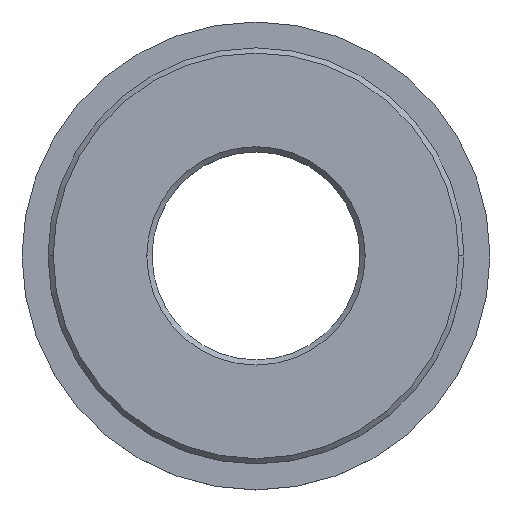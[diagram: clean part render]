
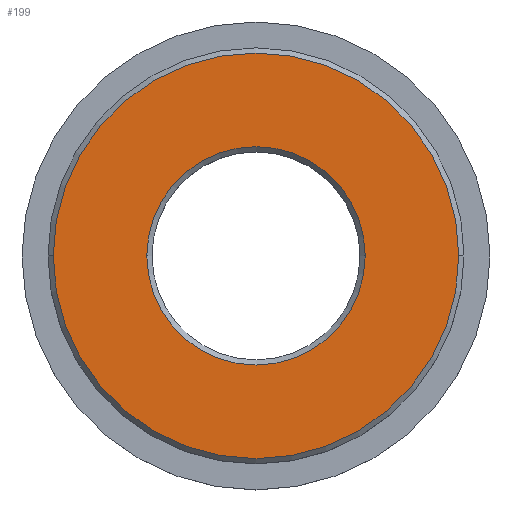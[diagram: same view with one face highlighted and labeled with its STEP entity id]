
A CAD part, top view. The second image highlights one B-rep face of the part: STEP entity #199.
In plain terms, the highlighted planar face has unit normal (0, 0, 1).
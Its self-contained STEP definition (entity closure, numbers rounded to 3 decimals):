
#21 = FACE_OUTER_BOUND ( 'NONE', #343, .T. ) ;
#33 = CARTESIAN_POINT ( 'NONE',  ( 7.8, 0., 4. ) ) ;
#43 = ORIENTED_EDGE ( 'NONE', *, *, #270, .T. ) ;
#46 = ORIENTED_EDGE ( 'NONE', *, *, #196, .T. ) ;
#52 = DIRECTION ( 'NONE',  ( 1., 0., 0. ) ) ;
#55 = VERTEX_POINT ( 'NONE', #419 ) ;
#96 = EDGE_CURVE ( 'NONE', #425, #387, #180, .T. ) ;
#106 = AXIS2_PLACEMENT_3D ( 'NONE', #231, #414, #225 ) ;
#120 = DIRECTION ( 'NONE',  ( 1., 0., 0. ) ) ;
#123 = DIRECTION ( 'NONE',  ( 0., 0., -1. ) ) ;
#127 = DIRECTION ( 'NONE',  ( 0., 0., 1. ) ) ;
#128 = DIRECTION ( 'NONE',  ( 1., 0., 0. ) ) ;
#169 = PLANE ( 'NONE',  #319 ) ;
#172 = CIRCLE ( 'NONE', #106, 4.2 ) ;
#180 = CIRCLE ( 'NONE', #322, 7.8 ) ;
#189 = CIRCLE ( 'NONE', #240, 7.8 ) ;
#193 = CARTESIAN_POINT ( 'NONE',  ( 4.2, 0., 4. ) ) ;
#196 = EDGE_CURVE ( 'NONE', #317, #55, #211, .T. ) ;
#199 = ADVANCED_FACE ( 'NONE', ( #21, #257 ), #169, .T. ) ;
#201 = CARTESIAN_POINT ( 'NONE',  ( 0., 0., 4. ) ) ;
#207 = DIRECTION ( 'NONE',  ( 1., 0., 0. ) ) ;
#211 = CIRCLE ( 'NONE', #249, 4.2 ) ;
#223 = CARTESIAN_POINT ( 'NONE',  ( 0., 0., 4. ) ) ;
#225 = DIRECTION ( 'NONE',  ( 1., 0., 0. ) ) ;
#231 = CARTESIAN_POINT ( 'NONE',  ( 0., 0., 4. ) ) ;
#238 = EDGE_CURVE ( 'NONE', #55, #317, #172, .T. ) ;
#240 = AXIS2_PLACEMENT_3D ( 'NONE', #364, #298, #207 ) ;
#249 = AXIS2_PLACEMENT_3D ( 'NONE', #201, #123, #128 ) ;
#257 = FACE_BOUND ( 'NONE', #431, .T. ) ;
#262 = CARTESIAN_POINT ( 'NONE',  ( 0., 0., 4. ) ) ;
#266 = CARTESIAN_POINT ( 'NONE',  ( -7.8, 0., 4. ) ) ;
#270 = EDGE_CURVE ( 'NONE', #387, #425, #189, .T. ) ;
#298 = DIRECTION ( 'NONE',  ( 0., 0., 1. ) ) ;
#317 = VERTEX_POINT ( 'NONE', #193 ) ;
#319 = AXIS2_PLACEMENT_3D ( 'NONE', #262, #127, #120 ) ;
#322 = AXIS2_PLACEMENT_3D ( 'NONE', #223, #437, #52 ) ;
#343 = EDGE_LOOP ( 'NONE', ( #416, #43 ) ) ;
#364 = CARTESIAN_POINT ( 'NONE',  ( 0., 0., 4. ) ) ;
#387 = VERTEX_POINT ( 'NONE', #33 ) ;
#400 = ORIENTED_EDGE ( 'NONE', *, *, #238, .T. ) ;
#414 = DIRECTION ( 'NONE',  ( 0., 0., -1. ) ) ;
#416 = ORIENTED_EDGE ( 'NONE', *, *, #96, .T. ) ;
#419 = CARTESIAN_POINT ( 'NONE',  ( -4.2, 0., 4. ) ) ;
#425 = VERTEX_POINT ( 'NONE', #266 ) ;
#431 = EDGE_LOOP ( 'NONE', ( #46, #400 ) ) ;
#437 = DIRECTION ( 'NONE',  ( 0., 0., 1. ) ) ;
